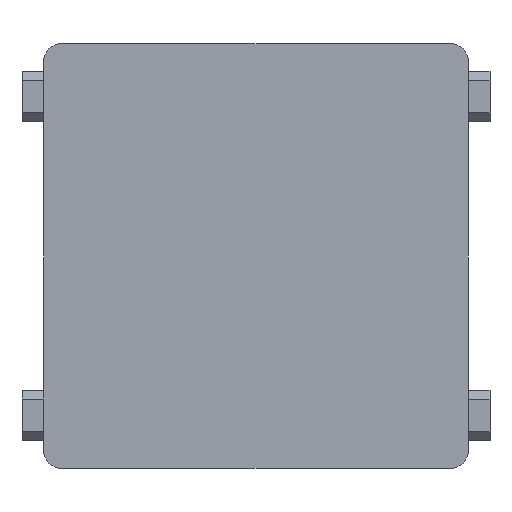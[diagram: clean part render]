
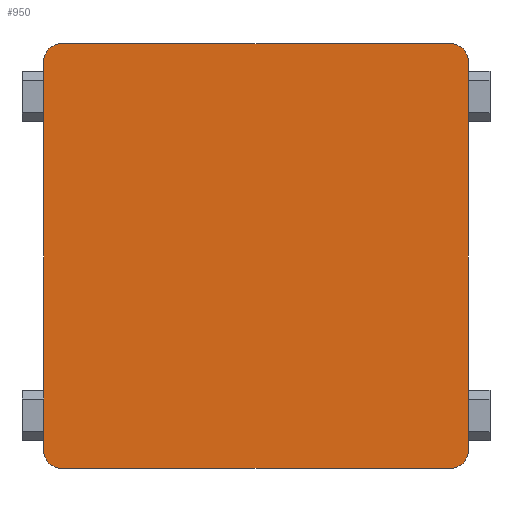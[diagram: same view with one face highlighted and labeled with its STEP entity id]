
A CAD part, front view. The second image highlights one B-rep face of the part: STEP entity #950.
In plain terms, the highlighted planar face has unit normal (0, -1, 0).
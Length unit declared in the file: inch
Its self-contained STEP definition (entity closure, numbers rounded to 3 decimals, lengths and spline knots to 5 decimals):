
#25=PLANE('',#1050);
#71=FACE_OUTER_BOUND('',#129,.T.);
#129=EDGE_LOOP('',(#732,#733,#734,#735,#736,#737,#738,#739,#740,#741,#742,
#743,#744,#745,#746,#747));
#180=LINE('',#1468,#281);
#183=LINE('',#1473,#284);
#187=LINE('',#1481,#288);
#191=LINE('',#1490,#292);
#194=LINE('',#1495,#295);
#198=LINE('',#1503,#299);
#203=LINE('',#1513,#304);
#205=LINE('',#1518,#306);
#208=LINE('',#1523,#309);
#209=LINE('',#1524,#310);
#210=LINE('',#1527,#311);
#211=LINE('',#1528,#312);
#281=VECTOR('',#1185,0.0055);
#284=VECTOR('',#1188,0.0055);
#288=VECTOR('',#1192,0.149);
#292=VECTOR('',#1198,0.0055);
#295=VECTOR('',#1201,0.0055);
#299=VECTOR('',#1205,0.149);
#304=VECTOR('',#1212,0.216);
#306=VECTOR('',#1216,0.216);
#309=VECTOR('',#1223,0.028);
#310=VECTOR('',#1224,0.028);
#311=VECTOR('',#1229,0.028);
#312=VECTOR('',#1230,0.028);
#400=CIRCLE('',#1051,0.01);
#401=CIRCLE('',#1052,0.01);
#402=CIRCLE('',#1053,0.01);
#403=CIRCLE('',#1054,0.01);
#442=VERTEX_POINT('',#1466);
#443=VERTEX_POINT('',#1467);
#444=VERTEX_POINT('',#1470);
#445=VERTEX_POINT('',#1472);
#448=VERTEX_POINT('',#1478);
#449=VERTEX_POINT('',#1480);
#452=VERTEX_POINT('',#1488);
#453=VERTEX_POINT('',#1489);
#454=VERTEX_POINT('',#1492);
#455=VERTEX_POINT('',#1494);
#458=VERTEX_POINT('',#1500);
#459=VERTEX_POINT('',#1502);
#462=VERTEX_POINT('',#1510);
#463=VERTEX_POINT('',#1512);
#464=VERTEX_POINT('',#1516);
#465=VERTEX_POINT('',#1517);
#542=EDGE_CURVE('',#442,#443,#180,.T.);
#545=EDGE_CURVE('',#444,#445,#183,.T.);
#549=EDGE_CURVE('',#448,#449,#187,.T.);
#553=EDGE_CURVE('',#452,#453,#191,.T.);
#556=EDGE_CURVE('',#454,#455,#194,.T.);
#560=EDGE_CURVE('',#458,#459,#198,.T.);
#565=EDGE_CURVE('',#462,#463,#203,.T.);
#567=EDGE_CURVE('',#464,#465,#205,.T.);
#570=EDGE_CURVE('',#462,#443,#400,.T.);
#571=EDGE_CURVE('',#449,#442,#208,.T.);
#572=EDGE_CURVE('',#445,#448,#209,.T.);
#573=EDGE_CURVE('',#444,#465,#401,.T.);
#574=EDGE_CURVE('',#464,#453,#402,.T.);
#575=EDGE_CURVE('',#459,#452,#210,.T.);
#576=EDGE_CURVE('',#455,#458,#211,.T.);
#577=EDGE_CURVE('',#454,#463,#403,.T.);
#732=ORIENTED_EDGE('',*,*,#565,.F.);
#733=ORIENTED_EDGE('',*,*,#570,.T.);
#734=ORIENTED_EDGE('',*,*,#542,.F.);
#735=ORIENTED_EDGE('',*,*,#571,.F.);
#736=ORIENTED_EDGE('',*,*,#549,.F.);
#737=ORIENTED_EDGE('',*,*,#572,.F.);
#738=ORIENTED_EDGE('',*,*,#545,.F.);
#739=ORIENTED_EDGE('',*,*,#573,.T.);
#740=ORIENTED_EDGE('',*,*,#567,.F.);
#741=ORIENTED_EDGE('',*,*,#574,.T.);
#742=ORIENTED_EDGE('',*,*,#553,.F.);
#743=ORIENTED_EDGE('',*,*,#575,.F.);
#744=ORIENTED_EDGE('',*,*,#560,.F.);
#745=ORIENTED_EDGE('',*,*,#576,.F.);
#746=ORIENTED_EDGE('',*,*,#556,.F.);
#747=ORIENTED_EDGE('',*,*,#577,.T.);
#950=ADVANCED_FACE('',(#71),#25,.F.);
#1050=AXIS2_PLACEMENT_3D('',#1521,#1219,#1220);
#1051=AXIS2_PLACEMENT_3D('',#1522,#1221,#1222);
#1052=AXIS2_PLACEMENT_3D('',#1525,#1225,#1226);
#1053=AXIS2_PLACEMENT_3D('',#1526,#1227,#1228);
#1054=AXIS2_PLACEMENT_3D('',#1529,#1231,#1232);
#1185=DIRECTION('',(0.,0.,1.));
#1188=DIRECTION('',(0.,0.,1.));
#1192=DIRECTION('',(0.,0.,1.));
#1198=DIRECTION('',(0.,0.,-1.));
#1201=DIRECTION('',(0.,0.,-1.));
#1205=DIRECTION('',(0.,0.,-1.));
#1212=DIRECTION('',(1.,0.,0.));
#1216=DIRECTION('',(-1.,0.,0.));
#1219=DIRECTION('center_axis',(0.,1.,0.));
#1220=DIRECTION('ref_axis',(0.,0.,1.));
#1221=DIRECTION('center_axis',(0.,-1.,0.));
#1222=DIRECTION('ref_axis',(0.,0.,1.));
#1223=DIRECTION('',(0.,0.,1.));
#1224=DIRECTION('',(0.,0.,1.));
#1225=DIRECTION('center_axis',(0.,-1.,0.));
#1226=DIRECTION('ref_axis',(0.,0.,1.));
#1227=DIRECTION('center_axis',(0.,-1.,0.));
#1228=DIRECTION('ref_axis',(0.,0.,1.));
#1229=DIRECTION('',(0.,0.,-1.));
#1230=DIRECTION('',(0.,0.,-1.));
#1231=DIRECTION('center_axis',(0.,-1.,0.));
#1232=DIRECTION('ref_axis',(0.,0.,1.));
#1466=CARTESIAN_POINT('',(-0.118,0.,0.1025));
#1467=CARTESIAN_POINT('',(-0.118,0.,0.108));
#1468=CARTESIAN_POINT('',(-0.118,0.,0.1025));
#1470=CARTESIAN_POINT('',(-0.118,0.,-0.108));
#1472=CARTESIAN_POINT('',(-0.118,0.,-0.1025));
#1473=CARTESIAN_POINT('',(-0.118,0.,-0.108));
#1478=CARTESIAN_POINT('',(-0.118,0.,-0.0745));
#1480=CARTESIAN_POINT('',(-0.118,0.,0.0745));
#1481=CARTESIAN_POINT('',(-0.118,0.,-0.0745));
#1488=CARTESIAN_POINT('',(0.118,0.,-0.1025));
#1489=CARTESIAN_POINT('',(0.118,0.,-0.108));
#1490=CARTESIAN_POINT('',(0.118,0.,-0.1025));
#1492=CARTESIAN_POINT('',(0.118,0.,0.108));
#1494=CARTESIAN_POINT('',(0.118,0.,0.1025));
#1495=CARTESIAN_POINT('',(0.118,0.,0.108));
#1500=CARTESIAN_POINT('',(0.118,0.,0.0745));
#1502=CARTESIAN_POINT('',(0.118,0.,-0.0745));
#1503=CARTESIAN_POINT('',(0.118,0.,0.0745));
#1510=CARTESIAN_POINT('',(-0.108,0.,0.118));
#1512=CARTESIAN_POINT('',(0.108,0.,0.118));
#1513=CARTESIAN_POINT('',(-0.108,0.,0.118));
#1516=CARTESIAN_POINT('',(0.108,0.,-0.118));
#1517=CARTESIAN_POINT('',(-0.108,0.,-0.118));
#1518=CARTESIAN_POINT('',(0.108,0.,-0.118));
#1521=CARTESIAN_POINT('Origin',(-0.118,0.,-0.118));
#1522=CARTESIAN_POINT('Origin',(-0.108,0.,0.108));
#1523=CARTESIAN_POINT('',(-0.118,0.,0.0745));
#1524=CARTESIAN_POINT('',(-0.118,0.,-0.1025));
#1525=CARTESIAN_POINT('Origin',(-0.108,0.,-0.108));
#1526=CARTESIAN_POINT('Origin',(0.108,0.,-0.108));
#1527=CARTESIAN_POINT('',(0.118,0.,-0.0745));
#1528=CARTESIAN_POINT('',(0.118,0.,0.1025));
#1529=CARTESIAN_POINT('Origin',(0.108,0.,0.108));
